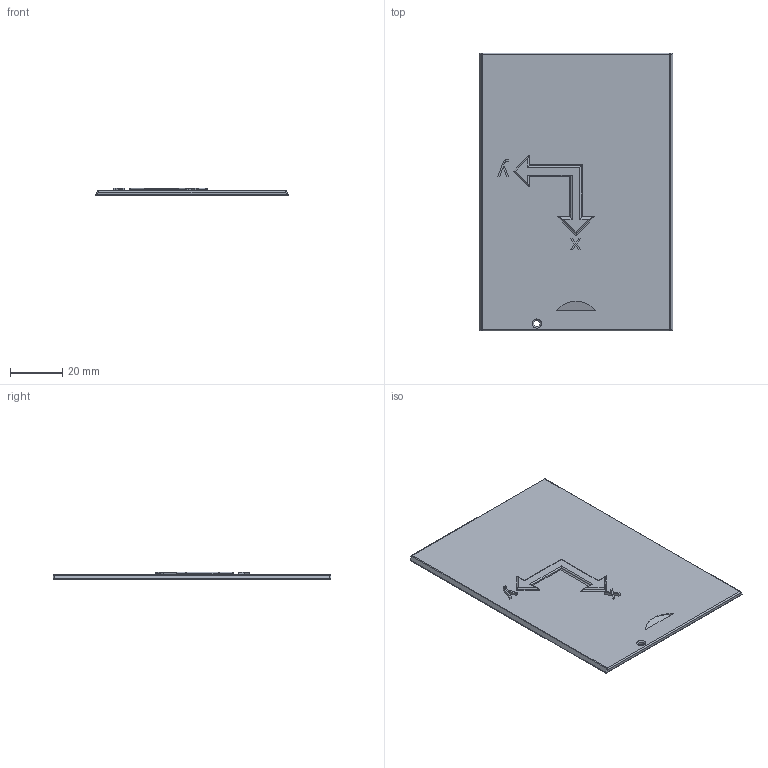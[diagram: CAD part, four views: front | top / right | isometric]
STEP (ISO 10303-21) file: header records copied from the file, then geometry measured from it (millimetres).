
FILE_DESCRIPTION(/* description */ ('STEP AP214'),/* implementation_level */ '2;1');
FILE_NAME(/* name */ '612e505056b95e0a0d5da5a4',/* time_stamp */ '2021-08-31T15:52:49+00:00',/* author */ (''),/* organization */ (''),/* preprocessor_version */ 'ST-DEVELOPER v18.1',/* originating_system */ ' ',/* authorisation */ ' ');
FILE_SCHEMA (('AUTOMOTIVE_DESIGN {1 0 10303 214 3 1 1}'));
Length unit declared in the file: metre
Products named in the file (1): Cap
Bounding box: 74.06 x 106.5 x 3 mm (x, y, z)
Volume: 15790.6 mm3; surface area: 16397.7 mm2
Topology: 1 solids, 1 shells, 88 faces, 215 edges, 125 vertices
Faces by surface type: plane 36, cylinder 34, bspline 16, torus 2
Full cylindrical faces by diameter (mm): 2.5 x1
Entity records: 2626 total; most frequent: CARTESIAN_POINT 642, ORIENTED_EDGE 408, DIRECTION 386, EDGE_CURVE 204, LINE 136, VECTOR 136, VERTEX_POINT 125, AXIS2_PLACEMENT_3D 125
